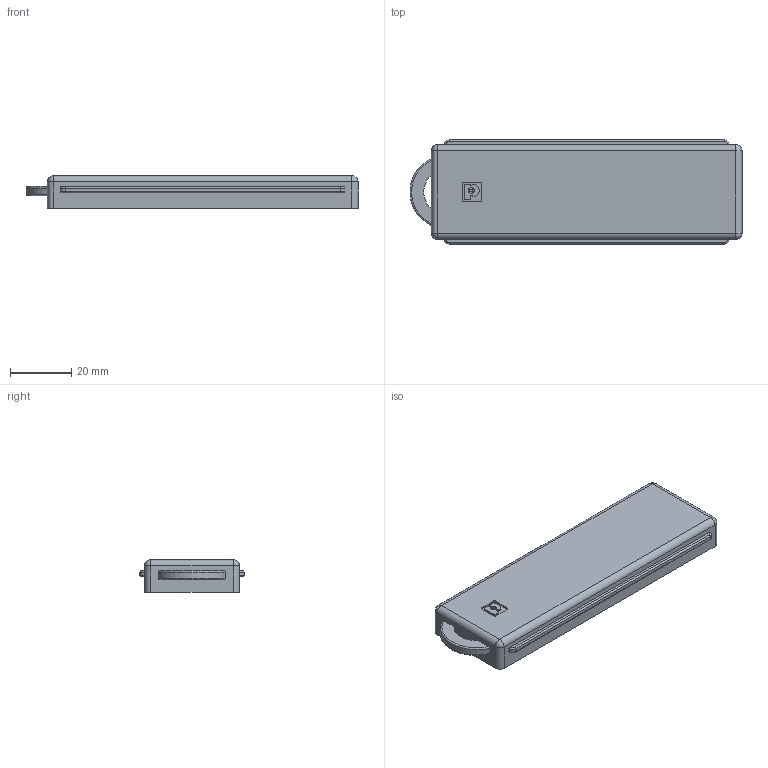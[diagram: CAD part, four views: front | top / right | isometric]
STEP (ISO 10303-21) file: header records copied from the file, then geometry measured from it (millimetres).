
FILE_DESCRIPTION(('Creo Elements/Direct Modeling STEP Export'),'2;1');
FILE_NAME('model.stp','2020-11-04T10:56:55',(''),(''),'Creo Elements/Direct Modeling STEP processor for AP214 (Solid Model)','Creo Elements/Direct Modeling 20.1A 29-Sep-2018 (C) Parametric Technology GmbH','');
FILE_SCHEMA(('AUTOMOTIVE_DESIGN { 1 0 10303 214 1 1 1 1 }'));
Length unit declared in the file: millimetre
Products named in the file (2): VC-SD4
Assembly tree (1 placements, depth 2):
  VC-SD4
    VC-SD4
Bounding box: 108.5 x 34 x 10.6 mm (x, y, z)
Volume: 10456.5 mm3; surface area: 11989.6 mm2
Topology: 1 solids, 1 shells, 105 faces, 262 edges, 164 vertices
Faces by surface type: plane 40, cylinder 24, extrusion 19, torus 18, sphere 4
Entity records: 4313 total; most frequent: CARTESIAN_POINT 1043, ORIENTED_EDGE 516, DIRECTION 461, EDGE_CURVE 258, VERTEX_POINT 164, AXIS2_PLACEMENT_3D 159, VECTOR 143, LINE 124
